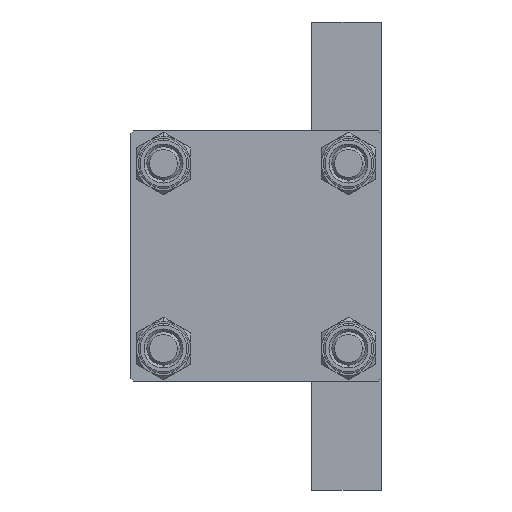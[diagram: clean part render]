
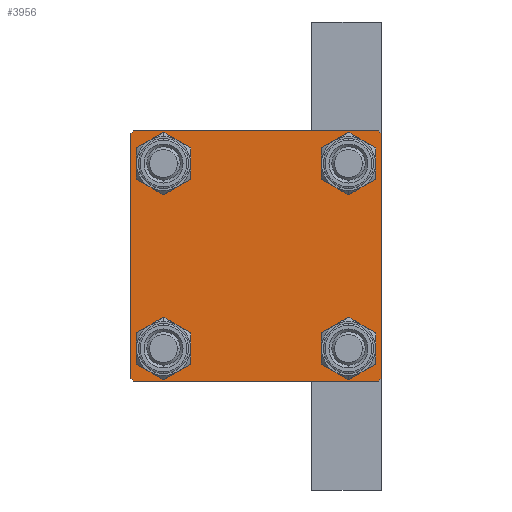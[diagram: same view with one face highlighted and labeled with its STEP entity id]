
A CAD part, left-side view. The second image highlights one B-rep face of the part: STEP entity #3956.
In plain terms, the highlighted planar face has unit normal (-1, 0, 0).
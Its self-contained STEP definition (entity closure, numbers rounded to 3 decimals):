
#1039 = EDGE_CURVE ( 'NONE', #26358, #21034, #12391, .T. ) ;
#1899 = VERTEX_POINT ( 'NONE', #45934 ) ;
#2188 = ORIENTED_EDGE ( 'NONE', *, *, #6313, .T. ) ;
#2222 = DIRECTION ( 'NONE',  ( 0., 0., 1. ) ) ;
#3286 = ORIENTED_EDGE ( 'NONE', *, *, #34810, .T. ) ;
#3445 = ORIENTED_EDGE ( 'NONE', *, *, #1039, .T. ) ;
#3581 = EDGE_CURVE ( 'NONE', #26869, #22821, #22971, .T. ) ;
#3956 = ADVANCED_FACE ( 'NONE', ( #28467, #6160, #31616, #27986, #46634 ), #24106, .T. ) ;
#4403 = EDGE_CURVE ( 'NONE', #22821, #26869, #7547, .T. ) ;
#4836 = DIRECTION ( 'NONE',  ( 0., -1., 0. ) ) ;
#4939 = VECTOR ( 'NONE', #10569, 1000. ) ;
#5103 = CARTESIAN_POINT ( 'NONE',  ( 0., -16.6, -13.1 ) ) ;
#5653 = CIRCLE ( 'NONE', #17285, 3.5 ) ;
#5678 = DIRECTION ( 'NONE',  ( -1., 0., 0. ) ) ;
#5905 = DIRECTION ( 'NONE',  ( 0., -0.707, -0.707 ) ) ;
#6160 = FACE_BOUND ( 'NONE', #18481, .T. ) ;
#6190 = CIRCLE ( 'NONE', #12386, 3.5 ) ;
#6313 = EDGE_CURVE ( 'NONE', #7752, #11510, #11431, .T. ) ;
#6681 = LINE ( 'NONE', #18068, #4939 ) ;
#6896 = DIRECTION ( 'NONE',  ( 0., 0., -1. ) ) ;
#7547 = CIRCLE ( 'NONE', #38470, 3.5 ) ;
#7752 = VERTEX_POINT ( 'NONE', #45329 ) ;
#8166 = LINE ( 'NONE', #23199, #35958 ) ;
#8255 = ORIENTED_EDGE ( 'NONE', *, *, #24934, .F. ) ;
#8712 = LINE ( 'NONE', #41926, #37431 ) ;
#8984 = CARTESIAN_POINT ( 'NONE',  ( 0., -22.5, -22. ) ) ;
#9070 = LINE ( 'NONE', #23599, #47519 ) ;
#9768 = CARTESIAN_POINT ( 'NONE',  ( 0., -16.6, -20.1 ) ) ;
#9813 = ORIENTED_EDGE ( 'NONE', *, *, #16701, .T. ) ;
#9855 = CARTESIAN_POINT ( 'NONE',  ( 0., -16.6, 13.1 ) ) ;
#9982 = CARTESIAN_POINT ( 'NONE',  ( 0., 16.6, -16.6 ) ) ;
#10230 = DIRECTION ( 'NONE',  ( 1., 0., 0. ) ) ;
#10569 = DIRECTION ( 'NONE',  ( 0., -0.707, 0.707 ) ) ;
#10959 = VERTEX_POINT ( 'NONE', #33931 ) ;
#11239 = LINE ( 'NONE', #26510, #29803 ) ;
#11431 = CIRCLE ( 'NONE', #38508, 3.5 ) ;
#11510 = VERTEX_POINT ( 'NONE', #18742 ) ;
#12115 = DIRECTION ( 'NONE',  ( 1., 0., 0. ) ) ;
#12354 = DIRECTION ( 'NONE',  ( 0., 0., 1. ) ) ;
#12386 = AXIS2_PLACEMENT_3D ( 'NONE', #45800, #23028, #30542 ) ;
#12391 = CIRCLE ( 'NONE', #21665, 3.5 ) ;
#15874 = CARTESIAN_POINT ( 'NONE',  ( 0., -22.5, 22. ) ) ;
#15978 = EDGE_CURVE ( 'NONE', #27075, #32057, #6681, .T. ) ;
#15983 = CARTESIAN_POINT ( 'NONE',  ( 0., 16.6, 16.6 ) ) ;
#16319 = EDGE_CURVE ( 'NONE', #35766, #22043, #9070, .T. ) ;
#16701 = EDGE_CURVE ( 'NONE', #21034, #26358, #44463, .T. ) ;
#16715 = CIRCLE ( 'NONE', #17480, 3.5 ) ;
#16763 = LINE ( 'NONE', #34693, #47922 ) ;
#17285 = AXIS2_PLACEMENT_3D ( 'NONE', #9982, #10230, #2222 ) ;
#17480 = AXIS2_PLACEMENT_3D ( 'NONE', #15983, #12115, #12354 ) ;
#17570 = CARTESIAN_POINT ( 'NONE',  ( 0., -22.5, 22.5 ) ) ;
#18040 = LINE ( 'NONE', #17570, #22136 ) ;
#18068 = CARTESIAN_POINT ( 'NONE',  ( 0., -22.25, -22.25 ) ) ;
#18298 = EDGE_CURVE ( 'NONE', #10959, #1899, #11239, .T. ) ;
#18481 = EDGE_LOOP ( 'NONE', ( #24754, #26555 ) ) ;
#18502 = DIRECTION ( 'NONE',  ( 1., 0., 0. ) ) ;
#18564 = CARTESIAN_POINT ( 'NONE',  ( 0., 16.6, -16.6 ) ) ;
#18742 = CARTESIAN_POINT ( 'NONE',  ( 0., 16.6, -20.1 ) ) ;
#19125 = CARTESIAN_POINT ( 'NONE',  ( 0., 22., -22.5 ) ) ;
#19173 = LINE ( 'NONE', #33958, #34622 ) ;
#19649 = CARTESIAN_POINT ( 'NONE',  ( 0., -22., -22.5 ) ) ;
#19907 = DIRECTION ( 'NONE',  ( 0., 0.707, 0.707 ) ) ;
#20525 = EDGE_CURVE ( 'NONE', #37178, #21118, #16715, .T. ) ;
#20669 = AXIS2_PLACEMENT_3D ( 'NONE', #41137, #30242, #23190 ) ;
#20706 = CARTESIAN_POINT ( 'NONE',  ( 0., 0., 0. ) ) ;
#21034 = VERTEX_POINT ( 'NONE', #9855 ) ;
#21118 = VERTEX_POINT ( 'NONE', #44481 ) ;
#21246 = AXIS2_PLACEMENT_3D ( 'NONE', #41506, #18502, #44199 ) ;
#21665 = AXIS2_PLACEMENT_3D ( 'NONE', #32604, #43265, #32360 ) ;
#22043 = VERTEX_POINT ( 'NONE', #19125 ) ;
#22136 = VECTOR ( 'NONE', #6896, 1000. ) ;
#22647 = ORIENTED_EDGE ( 'NONE', *, *, #47628, .T. ) ;
#22821 = VERTEX_POINT ( 'NONE', #5103 ) ;
#22971 = CIRCLE ( 'NONE', #20669, 3.5 ) ;
#22979 = ORIENTED_EDGE ( 'NONE', *, *, #45001, .T. ) ;
#23028 = DIRECTION ( 'NONE',  ( 1., 0., 0. ) ) ;
#23190 = DIRECTION ( 'NONE',  ( 0., 0., 1. ) ) ;
#23199 = CARTESIAN_POINT ( 'NONE',  ( 0., 22.25, 22.25 ) ) ;
#23431 = DIRECTION ( 'NONE',  ( 0., 0.707, -0.707 ) ) ;
#23512 = CARTESIAN_POINT ( 'NONE',  ( 0., -16.6, 20.1 ) ) ;
#23599 = CARTESIAN_POINT ( 'NONE',  ( 0., 22.25, -22.25 ) ) ;
#23830 = CARTESIAN_POINT ( 'NONE',  ( 0., 22.5, 22. ) ) ;
#24106 = PLANE ( 'NONE',  #28427 ) ;
#24754 = ORIENTED_EDGE ( 'NONE', *, *, #4403, .T. ) ;
#24934 = EDGE_CURVE ( 'NONE', #45451, #32057, #18040, .T. ) ;
#25818 = ORIENTED_EDGE ( 'NONE', *, *, #44771, .T. ) ;
#26358 = VERTEX_POINT ( 'NONE', #23512 ) ;
#26510 = CARTESIAN_POINT ( 'NONE',  ( 0., 22.5, 22.5 ) ) ;
#26555 = ORIENTED_EDGE ( 'NONE', *, *, #3581, .T. ) ;
#26828 = VERTEX_POINT ( 'NONE', #23830 ) ;
#26869 = VERTEX_POINT ( 'NONE', #9768 ) ;
#27075 = VERTEX_POINT ( 'NONE', #19649 ) ;
#27209 = CARTESIAN_POINT ( 'NONE',  ( 0., -16.6, -16.6 ) ) ;
#27297 = EDGE_LOOP ( 'NONE', ( #3445, #9813 ) ) ;
#27505 = ORIENTED_EDGE ( 'NONE', *, *, #16319, .T. ) ;
#27986 = FACE_BOUND ( 'NONE', #42166, .T. ) ;
#28427 = AXIS2_PLACEMENT_3D ( 'NONE', #20706, #5678, #34763 ) ;
#28467 = FACE_BOUND ( 'NONE', #27297, .T. ) ;
#28484 = EDGE_CURVE ( 'NONE', #26828, #35766, #19173, .T. ) ;
#29092 = CARTESIAN_POINT ( 'NONE',  ( 0., 22.5, -22. ) ) ;
#29803 = VECTOR ( 'NONE', #45155, 1000. ) ;
#30242 = DIRECTION ( 'NONE',  ( 1., 0., 0. ) ) ;
#30542 = DIRECTION ( 'NONE',  ( 0., 0., 1. ) ) ;
#31616 = FACE_BOUND ( 'NONE', #42572, .T. ) ;
#31656 = EDGE_LOOP ( 'NONE', ( #38573, #27505, #22979, #38103, #8255, #34440, #37419, #22647 ) ) ;
#32057 = VERTEX_POINT ( 'NONE', #8984 ) ;
#32360 = DIRECTION ( 'NONE',  ( 0., 0., 1. ) ) ;
#32604 = CARTESIAN_POINT ( 'NONE',  ( 0., -16.6, 16.6 ) ) ;
#32642 = EDGE_CURVE ( 'NONE', #45451, #1899, #16763, .T. ) ;
#33931 = CARTESIAN_POINT ( 'NONE',  ( 0., 22., 22.5 ) ) ;
#33958 = CARTESIAN_POINT ( 'NONE',  ( 0., 22.5, 22.5 ) ) ;
#34440 = ORIENTED_EDGE ( 'NONE', *, *, #32642, .T. ) ;
#34622 = VECTOR ( 'NONE', #45094, 1000. ) ;
#34693 = CARTESIAN_POINT ( 'NONE',  ( 0., -22.25, 22.25 ) ) ;
#34763 = DIRECTION ( 'NONE',  ( 0., 0., 1. ) ) ;
#34810 = EDGE_CURVE ( 'NONE', #21118, #37178, #6190, .T. ) ;
#35370 = DIRECTION ( 'NONE',  ( 1., 0., 0. ) ) ;
#35766 = VERTEX_POINT ( 'NONE', #29092 ) ;
#35958 = VECTOR ( 'NONE', #23431, 1000. ) ;
#37178 = VERTEX_POINT ( 'NONE', #41300 ) ;
#37419 = ORIENTED_EDGE ( 'NONE', *, *, #18298, .F. ) ;
#37431 = VECTOR ( 'NONE', #4836, 1000. ) ;
#38103 = ORIENTED_EDGE ( 'NONE', *, *, #15978, .T. ) ;
#38470 = AXIS2_PLACEMENT_3D ( 'NONE', #27209, #46583, #41982 ) ;
#38508 = AXIS2_PLACEMENT_3D ( 'NONE', #18564, #35370, #40149 ) ;
#38573 = ORIENTED_EDGE ( 'NONE', *, *, #28484, .T. ) ;
#40149 = DIRECTION ( 'NONE',  ( 0., 0., 1. ) ) ;
#41137 = CARTESIAN_POINT ( 'NONE',  ( 0., -16.6, -16.6 ) ) ;
#41300 = CARTESIAN_POINT ( 'NONE',  ( 0., 16.6, 20.1 ) ) ;
#41506 = CARTESIAN_POINT ( 'NONE',  ( 0., -16.6, 16.6 ) ) ;
#41926 = CARTESIAN_POINT ( 'NONE',  ( 0., 22.5, -22.5 ) ) ;
#41982 = DIRECTION ( 'NONE',  ( 0., 0., 1. ) ) ;
#42166 = EDGE_LOOP ( 'NONE', ( #46570, #3286 ) ) ;
#42572 = EDGE_LOOP ( 'NONE', ( #2188, #25818 ) ) ;
#43265 = DIRECTION ( 'NONE',  ( 1., 0., 0. ) ) ;
#44199 = DIRECTION ( 'NONE',  ( 0., 0., 1. ) ) ;
#44463 = CIRCLE ( 'NONE', #21246, 3.5 ) ;
#44481 = CARTESIAN_POINT ( 'NONE',  ( 0., 16.6, 13.1 ) ) ;
#44771 = EDGE_CURVE ( 'NONE', #11510, #7752, #5653, .T. ) ;
#45001 = EDGE_CURVE ( 'NONE', #22043, #27075, #8712, .T. ) ;
#45094 = DIRECTION ( 'NONE',  ( 0., 0., -1. ) ) ;
#45155 = DIRECTION ( 'NONE',  ( 0., -1., 0. ) ) ;
#45329 = CARTESIAN_POINT ( 'NONE',  ( 0., 16.6, -13.1 ) ) ;
#45451 = VERTEX_POINT ( 'NONE', #15874 ) ;
#45800 = CARTESIAN_POINT ( 'NONE',  ( 0., 16.6, 16.6 ) ) ;
#45934 = CARTESIAN_POINT ( 'NONE',  ( 0., -22., 22.5 ) ) ;
#46570 = ORIENTED_EDGE ( 'NONE', *, *, #20525, .T. ) ;
#46583 = DIRECTION ( 'NONE',  ( 1., 0., 0. ) ) ;
#46634 = FACE_OUTER_BOUND ( 'NONE', #31656, .T. ) ;
#47519 = VECTOR ( 'NONE', #5905, 1000. ) ;
#47628 = EDGE_CURVE ( 'NONE', #10959, #26828, #8166, .T. ) ;
#47922 = VECTOR ( 'NONE', #19907, 1000. ) ;
